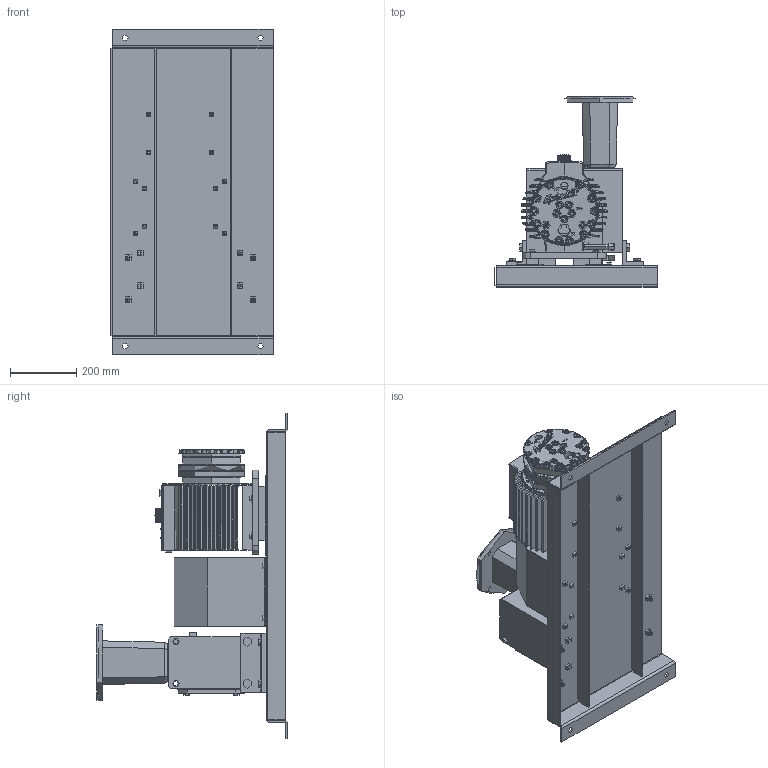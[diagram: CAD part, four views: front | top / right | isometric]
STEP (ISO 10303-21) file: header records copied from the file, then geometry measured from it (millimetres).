
FILE_DESCRIPTION (( 'STEP AP214' ), '1' );
FILE_NAME ('P500 METALLIC NEMA 254-56TC.STEP', '2018-08-20T18:35:33', ( '' ), ( '' ), 'SwSTEP 2.0', 'SolidWorks 2017', '' );
FILE_SCHEMA (( 'AUTOMOTIVE_DESIGN' ));
Length unit declared in the file: inch
Products named in the file (1): P500 METALLIC NEMA 254-56TC
Bounding box: 490.68 x 575.26 x 985.52 mm (x, y, z)
Topology: 0 solids, 198 shells, 1667 faces, 6508 edges, 4937 vertices
Faces by surface type: cylinder 734, plane 593, bspline 142, cone 107, torus 82, sphere 9
Full cylindrical faces by diameter (mm): 16.002 x6
Entity records: 121744 total; most frequent: CARTESIAN_POINT 51549, ORIENTED_EDGE 9208, DIRECTION 9046, EDGE_CURVE 6523, VERTEX_POINT 4949, AXIS2_PLACEMENT_3D 3291, VECTOR 2464, LINE 2464
